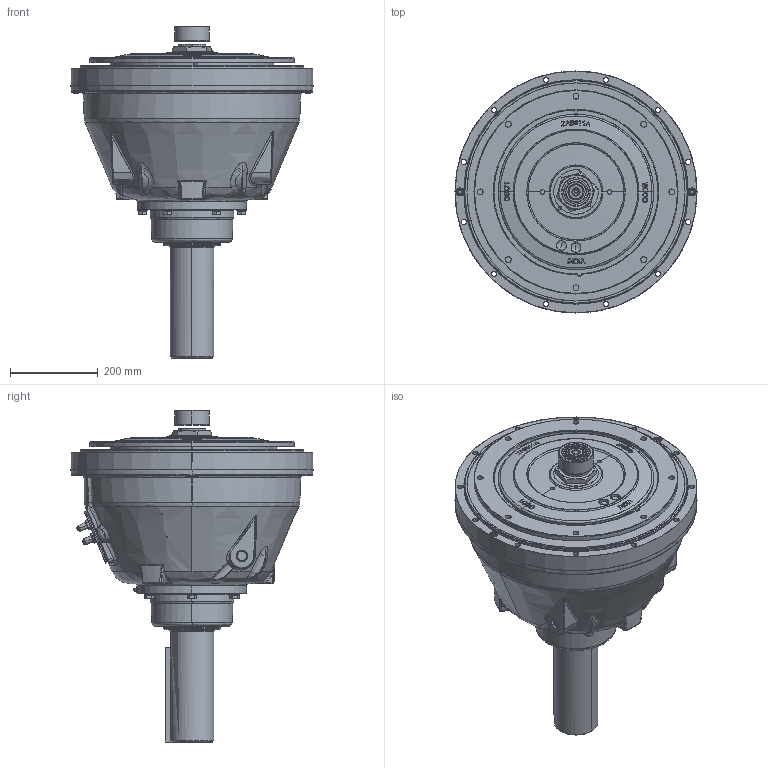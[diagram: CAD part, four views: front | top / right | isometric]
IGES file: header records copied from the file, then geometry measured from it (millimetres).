
Start section: SolidWorks IGES file using analytic representation for surfaces
Global section: file name: 1030490A.IGS; native system: SolidWorks 2015; preprocessor: SolidWorks 2015; author: darrelj; date: 161006.150030; units: millimetre
Bounding box: 553.34 x 553.34 x 758.8 mm (x, y, z)
Surface area: 1630965.6 mm2 (no closed solid volume)
Topology: 0 solids, 0 shells, 1013 faces, 17602 edges, 17574 vertices
Faces by surface type: bspline 630, revolution 383
